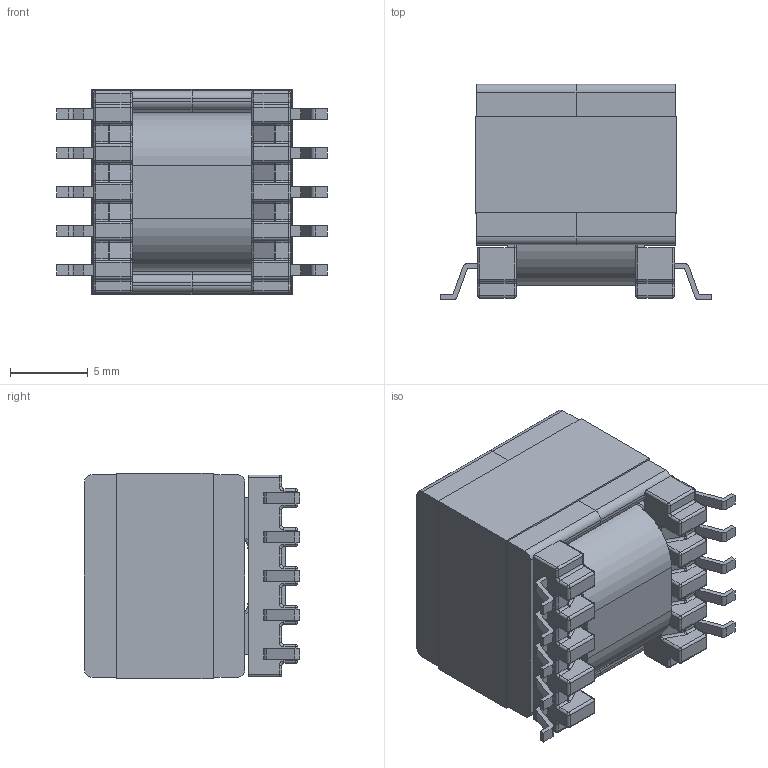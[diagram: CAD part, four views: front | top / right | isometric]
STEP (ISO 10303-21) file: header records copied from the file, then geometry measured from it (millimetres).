
FILE_DESCRIPTION (( 'STEP AP214' ), '1' );
FILE_NAME ('EP13Q-6389.STEP', '2019-08-29T13:51:49', ( '' ), ( '' ), 'SwSTEP 2.0', 'SolidWorks 2017', '' );
FILE_SCHEMA (( 'AUTOMOTIVE_DESIGN' ));
Length unit declared in the file: inch
Products named in the file (5): EP13Q-6389; 440-9988-3073; 150-3073_6B; 070-6389_6D
Assembly tree (5 placements, depth 2):
  EP13Q-6389
    070-6389_6D
    EP13Q-6389
    150-3073_6B  x2
    440-9988-3073
Bounding box: 17.39 x 13.81 x 13.2 mm (x, y, z)
Volume: 1904.7 mm3; surface area: 3589.8 mm2
Topology: 5 solids, 5 shells, 661 faces, 1623 edges, 918 vertices
Faces by surface type: cylinder 265, plane 216, torus 100, sphere 48, bspline 32
Entity records: 20009 total; most frequent: CARTESIAN_POINT 3844, DIRECTION 3165, ORIENTED_EDGE 2914, EDGE_CURVE 1457, AXIS2_PLACEMENT_3D 1183, VERTEX_POINT 854, LINE 799, VECTOR 799
